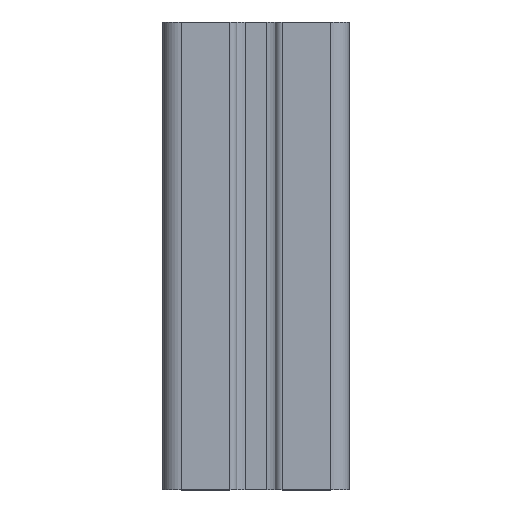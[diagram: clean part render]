
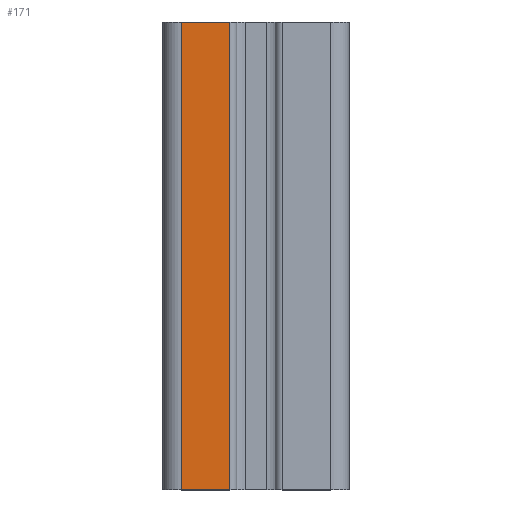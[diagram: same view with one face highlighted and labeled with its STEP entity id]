
A CAD part, top view. The second image highlights one B-rep face of the part: STEP entity #171.
In plain terms, the highlighted planar face has unit normal (0, 0, 1).
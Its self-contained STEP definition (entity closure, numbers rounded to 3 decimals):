
#171 = ADVANCED_FACE( '', ( #376 ), #377, .T. );
#376 = FACE_OUTER_BOUND( '', #611, .T. );
#377 = PLANE( '', #612 );
#611 = EDGE_LOOP( '', ( #1085, #1086, #1087, #1088 ) );
#612 = AXIS2_PLACEMENT_3D( '', #1089, #1090, #1091 );
#1085 = ORIENTED_EDGE( '', *, *, #1610, .F. );
#1086 = ORIENTED_EDGE( '', *, *, #1566, .F. );
#1087 = ORIENTED_EDGE( '', *, *, #1667, .T. );
#1088 = ORIENTED_EDGE( '', *, *, #1472, .T. );
#1089 = CARTESIAN_POINT( '', ( -16., 100., 20. ) );
#1090 = DIRECTION( '', ( 0., 0., 1. ) );
#1091 = DIRECTION( '', ( 0., -1., 0. ) );
#1472 = EDGE_CURVE( '', #1771, #1768, #1772, .T. );
#1566 = EDGE_CURVE( '', #1935, #1933, #1937, .T. );
#1610 = EDGE_CURVE( '', #1933, #1768, #2007, .T. );
#1667 = EDGE_CURVE( '', #1935, #1771, #2091, .T. );
#1768 = VERTEX_POINT( '', #2209 );
#1771 = VERTEX_POINT( '', #2212 );
#1772 = LINE( '', #2213, #2214 );
#1933 = VERTEX_POINT( '', #2430 );
#1935 = VERTEX_POINT( '', #2432 );
#1937 = LINE( '', #2434, #2435 );
#2007 = LINE( '', #2521, #2522 );
#2091 = LINE( '', #2628, #2629 );
#2209 = CARTESIAN_POINT( '', ( -16., 0., 20. ) );
#2212 = CARTESIAN_POINT( '', ( -16., 100., 20. ) );
#2213 = CARTESIAN_POINT( '', ( -16., 100., 20. ) );
#2214 = VECTOR( '', #2775, 1000. );
#2430 = CARTESIAN_POINT( '', ( -5.6, 0., 20. ) );
#2432 = CARTESIAN_POINT( '', ( -5.6, 100., 20. ) );
#2434 = CARTESIAN_POINT( '', ( -5.6, 100., 20. ) );
#2435 = VECTOR( '', #2888, 1000. );
#2521 = CARTESIAN_POINT( '', ( -16., 0., 20. ) );
#2522 = VECTOR( '', #2953, 1000. );
#2628 = CARTESIAN_POINT( '', ( -16., 100., 20. ) );
#2629 = VECTOR( '', #3063, 1000. );
#2775 = DIRECTION( '', ( 0., -1., 0. ) );
#2888 = DIRECTION( '', ( 0., -1., 0. ) );
#2953 = DIRECTION( '', ( -1., 0., 0. ) );
#3063 = DIRECTION( '', ( -1., 0., 0. ) );
